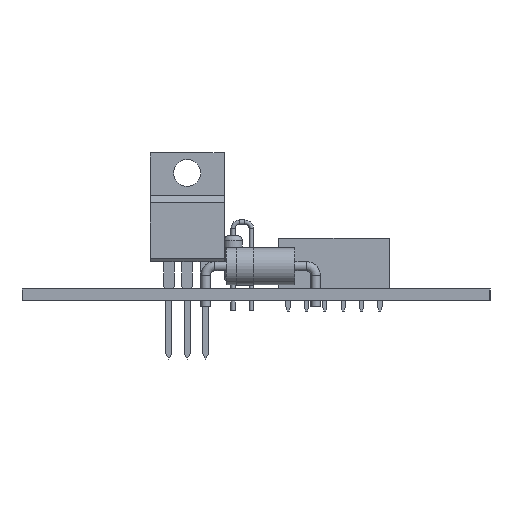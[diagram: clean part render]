
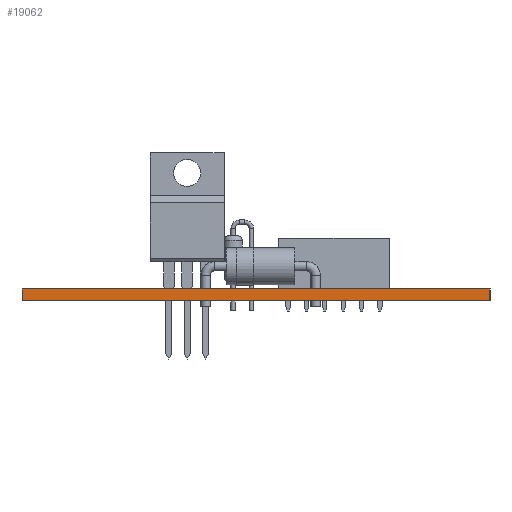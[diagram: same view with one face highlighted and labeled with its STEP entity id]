
A CAD part, left-side view. The second image highlights one B-rep face of the part: STEP entity #19062.
In plain terms, the highlighted planar face has unit normal (-1, 0, 0).
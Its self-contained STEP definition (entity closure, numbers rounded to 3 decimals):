
#18881 = PLANE('',#18882);
#18882 = AXIS2_PLACEMENT_3D('',#18883,#18884,#18885);
#18883 = CARTESIAN_POINT('',(198.12,-118.11,0.));
#18884 = DIRECTION('',(0.,-1.,0.));
#18885 = DIRECTION('',(-1.,0.,0.));
#18906 = VERTEX_POINT('',#18907);
#18907 = CARTESIAN_POINT('',(95.25,-118.11,1.6));
#18921 = PLANE('',#18922);
#18922 = AXIS2_PLACEMENT_3D('',#18923,#18924,#18925);
#18923 = CARTESIAN_POINT('',(146.685,-85.725,1.6));
#18924 = DIRECTION('',(0.,0.,-1.));
#18925 = DIRECTION('',(-1.,0.,0.));
#18933 = EDGE_CURVE('',#18934,#18906,#18936,.T.);
#18934 = VERTEX_POINT('',#18935);
#18935 = CARTESIAN_POINT('',(95.25,-118.11,0.));
#18936 = SURFACE_CURVE('',#18937,(#18941,#18948),.PCURVE_S1.);
#18937 = LINE('',#18938,#18939);
#18938 = CARTESIAN_POINT('',(95.25,-118.11,0.));
#18939 = VECTOR('',#18940,1.);
#18940 = DIRECTION('',(0.,0.,1.));
#18941 = PCURVE('',#18881,#18942);
#18942 = DEFINITIONAL_REPRESENTATION('',(#18943),#18947);
#18943 = LINE('',#18944,#18945);
#18944 = CARTESIAN_POINT('',(102.87,0.));
#18945 = VECTOR('',#18946,1.);
#18946 = DIRECTION('',(0.,-1.));
#18947 = ( GEOMETRIC_REPRESENTATION_CONTEXT(2) 
PARAMETRIC_REPRESENTATION_CONTEXT() REPRESENTATION_CONTEXT('2D SPACE',''
  ) );
#18948 = PCURVE('',#18949,#18954);
#18949 = PLANE('',#18950);
#18950 = AXIS2_PLACEMENT_3D('',#18951,#18952,#18953);
#18951 = CARTESIAN_POINT('',(95.25,-118.11,0.));
#18952 = DIRECTION('',(-1.,0.,0.));
#18953 = DIRECTION('',(0.,1.,0.));
#18954 = DEFINITIONAL_REPRESENTATION('',(#18955),#18959);
#18955 = LINE('',#18956,#18957);
#18956 = CARTESIAN_POINT('',(0.,0.));
#18957 = VECTOR('',#18958,1.);
#18958 = DIRECTION('',(0.,-1.));
#18959 = ( GEOMETRIC_REPRESENTATION_CONTEXT(2) 
PARAMETRIC_REPRESENTATION_CONTEXT() REPRESENTATION_CONTEXT('2D SPACE',''
  ) );
#18975 = PLANE('',#18976);
#18976 = AXIS2_PLACEMENT_3D('',#18977,#18978,#18979);
#18977 = CARTESIAN_POINT('',(146.685,-85.725,0.));
#18978 = DIRECTION('',(0.,0.,-1.));
#18979 = DIRECTION('',(-1.,0.,0.));
#19008 = PLANE('',#19009);
#19009 = AXIS2_PLACEMENT_3D('',#19010,#19011,#19012);
#19010 = CARTESIAN_POINT('',(95.25,-53.34,0.));
#19011 = DIRECTION('',(0.,1.,0.));
#19012 = DIRECTION('',(1.,0.,0.));
#19062 = ADVANCED_FACE('',(#19063),#18949,.T.);
#19063 = FACE_BOUND('',#19064,.T.);
#19064 = EDGE_LOOP('',(#19065,#19066,#19089,#19112));
#19065 = ORIENTED_EDGE('',*,*,#18933,.T.);
#19066 = ORIENTED_EDGE('',*,*,#19067,.T.);
#19067 = EDGE_CURVE('',#18906,#19068,#19070,.T.);
#19068 = VERTEX_POINT('',#19069);
#19069 = CARTESIAN_POINT('',(95.25,-53.34,1.6));
#19070 = SURFACE_CURVE('',#19071,(#19075,#19082),.PCURVE_S1.);
#19071 = LINE('',#19072,#19073);
#19072 = CARTESIAN_POINT('',(95.25,-118.11,1.6));
#19073 = VECTOR('',#19074,1.);
#19074 = DIRECTION('',(0.,1.,0.));
#19075 = PCURVE('',#18949,#19076);
#19076 = DEFINITIONAL_REPRESENTATION('',(#19077),#19081);
#19077 = LINE('',#19078,#19079);
#19078 = CARTESIAN_POINT('',(0.,-1.6));
#19079 = VECTOR('',#19080,1.);
#19080 = DIRECTION('',(1.,0.));
#19081 = ( GEOMETRIC_REPRESENTATION_CONTEXT(2) 
PARAMETRIC_REPRESENTATION_CONTEXT() REPRESENTATION_CONTEXT('2D SPACE',''
  ) );
#19082 = PCURVE('',#18921,#19083);
#19083 = DEFINITIONAL_REPRESENTATION('',(#19084),#19088);
#19084 = LINE('',#19085,#19086);
#19085 = CARTESIAN_POINT('',(51.435,-32.385));
#19086 = VECTOR('',#19087,1.);
#19087 = DIRECTION('',(0.,1.));
#19088 = ( GEOMETRIC_REPRESENTATION_CONTEXT(2) 
PARAMETRIC_REPRESENTATION_CONTEXT() REPRESENTATION_CONTEXT('2D SPACE',''
  ) );
#19089 = ORIENTED_EDGE('',*,*,#19090,.F.);
#19090 = EDGE_CURVE('',#19091,#19068,#19093,.T.);
#19091 = VERTEX_POINT('',#19092);
#19092 = CARTESIAN_POINT('',(95.25,-53.34,0.));
#19093 = SURFACE_CURVE('',#19094,(#19098,#19105),.PCURVE_S1.);
#19094 = LINE('',#19095,#19096);
#19095 = CARTESIAN_POINT('',(95.25,-53.34,0.));
#19096 = VECTOR('',#19097,1.);
#19097 = DIRECTION('',(0.,0.,1.));
#19098 = PCURVE('',#18949,#19099);
#19099 = DEFINITIONAL_REPRESENTATION('',(#19100),#19104);
#19100 = LINE('',#19101,#19102);
#19101 = CARTESIAN_POINT('',(64.77,0.));
#19102 = VECTOR('',#19103,1.);
#19103 = DIRECTION('',(0.,-1.));
#19104 = ( GEOMETRIC_REPRESENTATION_CONTEXT(2) 
PARAMETRIC_REPRESENTATION_CONTEXT() REPRESENTATION_CONTEXT('2D SPACE',''
  ) );
#19105 = PCURVE('',#19008,#19106);
#19106 = DEFINITIONAL_REPRESENTATION('',(#19107),#19111);
#19107 = LINE('',#19108,#19109);
#19108 = CARTESIAN_POINT('',(0.,0.));
#19109 = VECTOR('',#19110,1.);
#19110 = DIRECTION('',(0.,-1.));
#19111 = ( GEOMETRIC_REPRESENTATION_CONTEXT(2) 
PARAMETRIC_REPRESENTATION_CONTEXT() REPRESENTATION_CONTEXT('2D SPACE',''
  ) );
#19112 = ORIENTED_EDGE('',*,*,#19113,.F.);
#19113 = EDGE_CURVE('',#18934,#19091,#19114,.T.);
#19114 = SURFACE_CURVE('',#19115,(#19119,#19126),.PCURVE_S1.);
#19115 = LINE('',#19116,#19117);
#19116 = CARTESIAN_POINT('',(95.25,-118.11,0.));
#19117 = VECTOR('',#19118,1.);
#19118 = DIRECTION('',(0.,1.,0.));
#19119 = PCURVE('',#18949,#19120);
#19120 = DEFINITIONAL_REPRESENTATION('',(#19121),#19125);
#19121 = LINE('',#19122,#19123);
#19122 = CARTESIAN_POINT('',(0.,0.));
#19123 = VECTOR('',#19124,1.);
#19124 = DIRECTION('',(1.,0.));
#19125 = ( GEOMETRIC_REPRESENTATION_CONTEXT(2) 
PARAMETRIC_REPRESENTATION_CONTEXT() REPRESENTATION_CONTEXT('2D SPACE',''
  ) );
#19126 = PCURVE('',#18975,#19127);
#19127 = DEFINITIONAL_REPRESENTATION('',(#19128),#19132);
#19128 = LINE('',#19129,#19130);
#19129 = CARTESIAN_POINT('',(51.435,-32.385));
#19130 = VECTOR('',#19131,1.);
#19131 = DIRECTION('',(0.,1.));
#19132 = ( GEOMETRIC_REPRESENTATION_CONTEXT(2) 
PARAMETRIC_REPRESENTATION_CONTEXT() REPRESENTATION_CONTEXT('2D SPACE',''
  ) );
